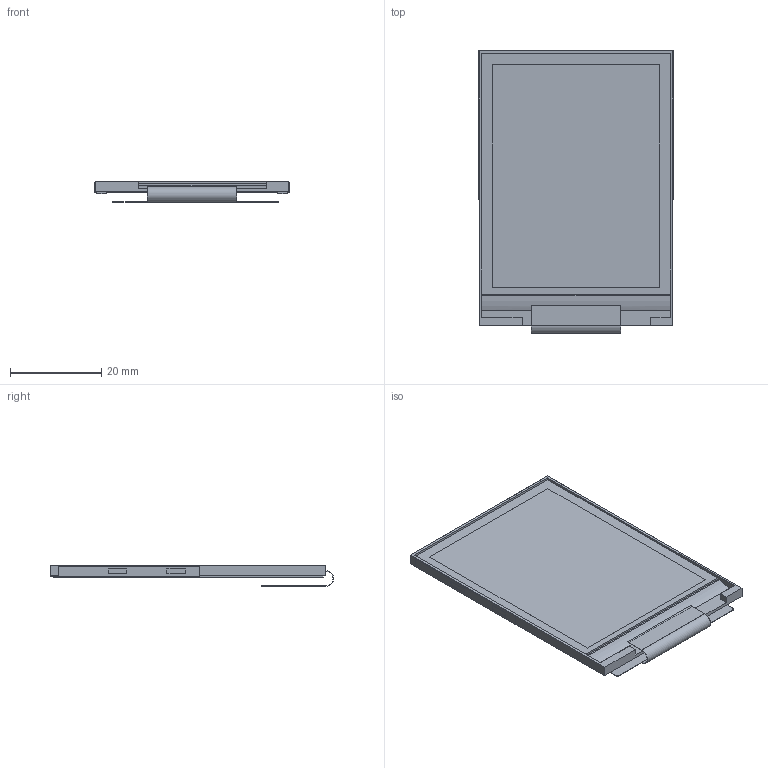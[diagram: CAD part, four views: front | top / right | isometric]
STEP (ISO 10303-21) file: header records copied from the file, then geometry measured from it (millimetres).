
FILE_DESCRIPTION(/* description */ ('Unknown'),/* implementation_level */ '2;1');
FILE_NAME(/* name */ '2.4in TFT(Without Glass)- Reverse Mount',/* time_stamp */ '2018-10-30T16:57:00-04:00',/* author */ ('Unknown'),/* organization */ ('Unknown'),/* preprocessor_version */ 'ST-DEVELOPER v16.7',/* originating_system */ 'DEX',/* authorisation */ $);
FILE_SCHEMA (('AUTOMOTIVE_DESIGN {1 0 10303 214 3 1 1}'));
Length unit declared in the file: millimetre
Products named in the file (1): 2.4in TFT(Without Glass)- Reverse Mount
Bounding box: 42.75 x 62.13 x 4.6 mm (x, y, z)
Volume: 4740.5 mm3; surface area: 7470 mm2
Topology: 1 solids, 21 shells, 451 faces, 1184 edges, 788 vertices
Faces by surface type: plane 393, bspline 47, cylinder 11
Entity records: 18947 total; most frequent: CARTESIAN_POINT 5355, ORIENTED_EDGE 2356, DIRECTION 1712, EDGE_CURVE 1178, LINE 854, VECTOR 854, VERTEX_POINT 788, EDGE_LOOP 482
